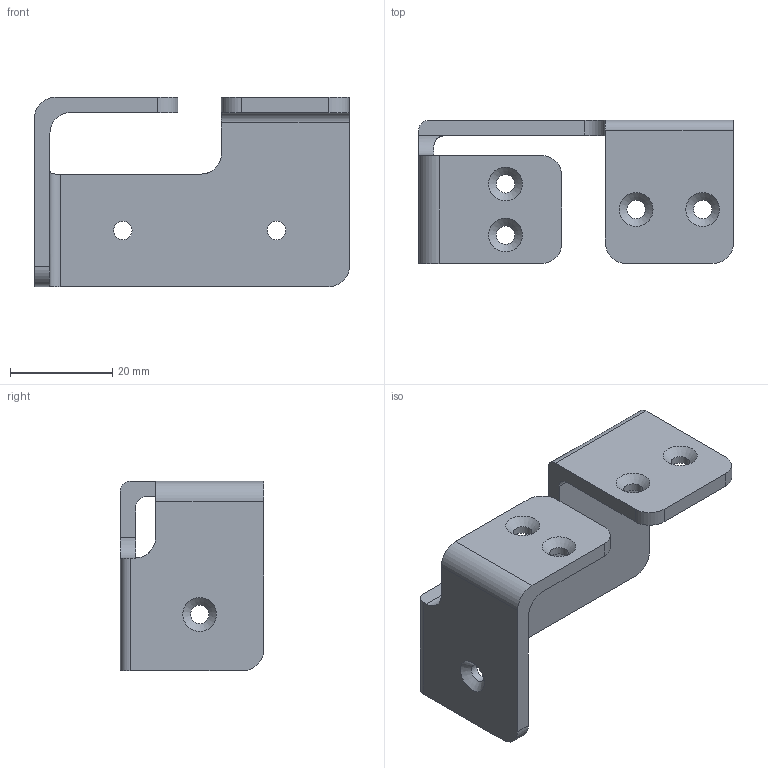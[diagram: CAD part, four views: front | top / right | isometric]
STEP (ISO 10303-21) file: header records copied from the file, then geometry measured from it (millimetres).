
FILE_DESCRIPTION(/* description */ (''),/* implementation_level */ '2;1');
FILE_NAME(/* name */ 'кронштейн.stp',/* time_stamp */ '2023-02-18T23:19:57+03:00',/* author */ ('Tasya'),/* organization */ (''),/* preprocessor_version */ 'ST-DEVELOPER v18.1',/* originating_system */ 'Autodesk Inventor 2021',/* authorisation */ '');
FILE_SCHEMA (('AUTOMOTIVE_DESIGN { 1 0 10303 214 3 1 1 }'));
Length unit declared in the file: millimetre
Products named in the file (1): кронштейн
Bounding box: 61.5 x 28 x 37 mm (x, y, z)
Volume: 10872.3 mm3; surface area: 8449.2 mm2
Topology: 1 solids, 1 shells, 44 faces, 133 edges, 91 vertices
Faces by surface type: cylinder 21, plane 16, cone 7
Full cylindrical faces by diameter (mm): 3.6 x7
Entity records: 1614 total; most frequent: DIRECTION 285, CARTESIAN_POINT 280, ORIENTED_EDGE 266, EDGE_CURVE 133, AXIS2_PLACEMENT_3D 108, VERTEX_POINT 91, LINE 69, VECTOR 69
